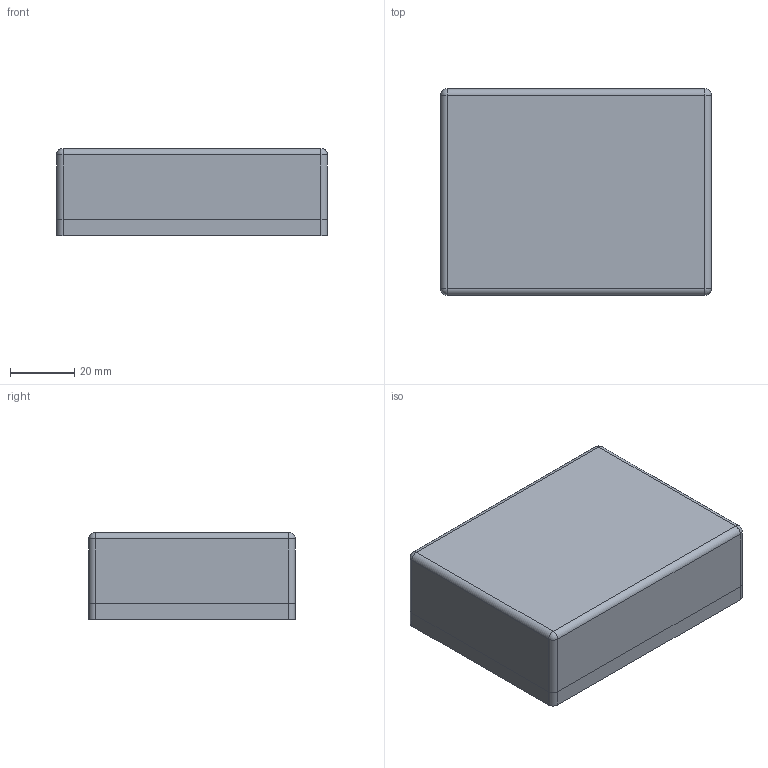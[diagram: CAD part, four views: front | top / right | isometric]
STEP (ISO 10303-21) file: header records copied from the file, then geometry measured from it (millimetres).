
FILE_DESCRIPTION(('FreeCAD Model'),'2;1');
FILE_NAME('top.step','2017-04-07T08:22:15',('Author'),(''), 'Open CASCADE STEP processor 6.8','FreeCAD','Unknown');
FILE_SCHEMA(('AUTOMOTIVE_DESIGN_CC2 { 1 2 10303 214 -1 1 5 4 }'));
Length unit declared in the file: millimetre
Products named in the file (2): ASSEMBLY; TopBase
Assembly tree (1 placements, depth 2):
  ASSEMBLY
    TopBase
Bounding box: 84 x 64 x 27 mm (x, y, z)
Volume: 23394.9 mm3; surface area: 25422.9 mm2
Topology: 1 solids, 1 shells, 40 faces, 88 edges, 52 vertices
Faces by surface type: plane 20, cylinder 16, sphere 4
Entity records: 2395 total; most frequent: CARTESIAN_POINT 518, DIRECTION 364, LINE 216, VECTOR 216, ORIENTED_EDGE 176, PCURVE 176, DEFINITIONAL_REPRESENTATION 176, EDGE_CURVE 88
